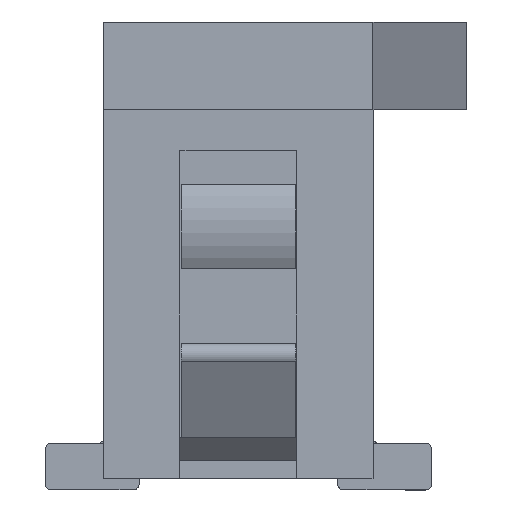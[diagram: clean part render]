
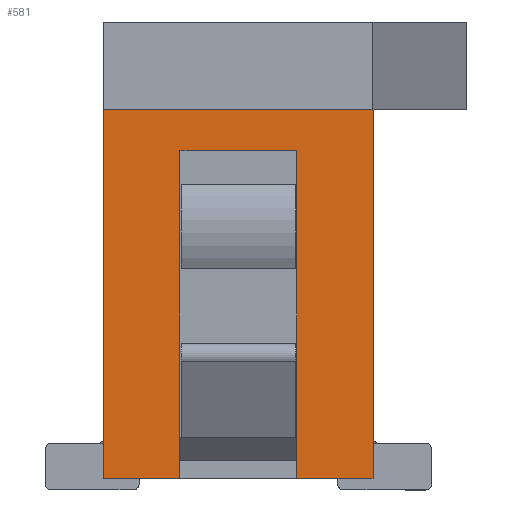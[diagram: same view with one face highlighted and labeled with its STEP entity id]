
A CAD part, left-side view. The second image highlights one B-rep face of the part: STEP entity #581.
In plain terms, the highlighted planar face has unit normal (-1, 0, 0).
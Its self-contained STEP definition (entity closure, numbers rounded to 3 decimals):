
#581 = ADVANCED_FACE( '', ( #1434 ), #1435, .F. );
#1434 = FACE_OUTER_BOUND( '', #2607, .T. );
#1435 = PLANE( '', #2608 );
#2607 = EDGE_LOOP( '', ( #3905, #3906, #3907, #3908, #3909, #3910, #3911, #3912 ) );
#2608 = AXIS2_PLACEMENT_3D( '', #3913, #3914, #3915 );
#3905 = ORIENTED_EDGE( '', *, *, #7807, .F. );
#3906 = ORIENTED_EDGE( '', *, *, #7808, .F. );
#3907 = ORIENTED_EDGE( '', *, *, #7809, .F. );
#3908 = ORIENTED_EDGE( '', *, *, #7810, .T. );
#3909 = ORIENTED_EDGE( '', *, *, #7811, .F. );
#3910 = ORIENTED_EDGE( '', *, *, #7812, .F. );
#3911 = ORIENTED_EDGE( '', *, *, #7813, .T. );
#3912 = ORIENTED_EDGE( '', *, *, #7814, .T. );
#3913 = CARTESIAN_POINT( '', ( -4.75, -1.15, 1.575 ) );
#3914 = DIRECTION( '', ( 1., 0., 0. ) );
#3915 = DIRECTION( '', ( 0., 0., -1. ) );
#7807 = EDGE_CURVE( '', #9515, #9516, #9517, .T. );
#7808 = EDGE_CURVE( '', #9518, #9515, #9519, .T. );
#7809 = EDGE_CURVE( '', #9520, #9518, #9521, .T. );
#7810 = EDGE_CURVE( '', #9520, #9522, #9523, .T. );
#7811 = EDGE_CURVE( '', #9524, #9522, #9525, .T. );
#7812 = EDGE_CURVE( '', #9526, #9524, #9527, .T. );
#7813 = EDGE_CURVE( '', #9526, #9528, #9529, .T. );
#7814 = EDGE_CURVE( '', #9528, #9516, #9530, .T. );
#9515 = VERTEX_POINT( '', #12021 );
#9516 = VERTEX_POINT( '', #12022 );
#9517 = LINE( '', #12023, #12024 );
#9518 = VERTEX_POINT( '', #12025 );
#9519 = LINE( '', #12026, #12027 );
#9520 = VERTEX_POINT( '', #12028 );
#9521 = LINE( '', #12029, #12030 );
#9522 = VERTEX_POINT( '', #12031 );
#9523 = LINE( '', #12032, #12033 );
#9524 = VERTEX_POINT( '', #12034 );
#9525 = LINE( '', #12035, #12036 );
#9526 = VERTEX_POINT( '', #12037 );
#9527 = LINE( '', #12038, #12039 );
#9528 = VERTEX_POINT( '', #12040 );
#9529 = LINE( '', #12041, #12042 );
#9530 = LINE( '', #12043, #12044 );
#12021 = CARTESIAN_POINT( '', ( -4.75, 0.5, -1.575 ) );
#12022 = CARTESIAN_POINT( '', ( -4.75, 1.15, -1.575 ) );
#12023 = CARTESIAN_POINT( '', ( -4.75, -1.15, -1.575 ) );
#12024 = VECTOR( '', #15312, 1000. );
#12025 = CARTESIAN_POINT( '', ( -4.75, 0.5, 1.225 ) );
#12026 = CARTESIAN_POINT( '', ( -4.75, 0.5, 1.225 ) );
#12027 = VECTOR( '', #15313, 1000. );
#12028 = CARTESIAN_POINT( '', ( -4.75, -0.5, 1.225 ) );
#12029 = CARTESIAN_POINT( '', ( -4.75, -0.5, 1.225 ) );
#12030 = VECTOR( '', #15314, 1000. );
#12031 = CARTESIAN_POINT( '', ( -4.75, -0.5, -1.575 ) );
#12032 = CARTESIAN_POINT( '', ( -4.75, -0.5, 1.225 ) );
#12033 = VECTOR( '', #15315, 1000. );
#12034 = CARTESIAN_POINT( '', ( -4.75, -1.15, -1.575 ) );
#12035 = CARTESIAN_POINT( '', ( -4.75, -1.15, -1.575 ) );
#12036 = VECTOR( '', #15316, 1000. );
#12037 = CARTESIAN_POINT( '', ( -4.75, -1.15, 1.575 ) );
#12038 = CARTESIAN_POINT( '', ( -4.75, -1.15, 1.575 ) );
#12039 = VECTOR( '', #15317, 1000. );
#12040 = CARTESIAN_POINT( '', ( -4.75, 1.15, 1.575 ) );
#12041 = CARTESIAN_POINT( '', ( -4.75, -1.15, 1.575 ) );
#12042 = VECTOR( '', #15318, 1000. );
#12043 = CARTESIAN_POINT( '', ( -4.75, 1.15, 1.575 ) );
#12044 = VECTOR( '', #15319, 1000. );
#15312 = DIRECTION( '', ( 0., 1., 0. ) );
#15313 = DIRECTION( '', ( 0., 0., -1. ) );
#15314 = DIRECTION( '', ( 0., 1., 0. ) );
#15315 = DIRECTION( '', ( 0., 0., -1. ) );
#15316 = DIRECTION( '', ( 0., 1., 0. ) );
#15317 = DIRECTION( '', ( 0., 0., -1. ) );
#15318 = DIRECTION( '', ( 0., 1., 0. ) );
#15319 = DIRECTION( '', ( 0., 0., -1. ) );
